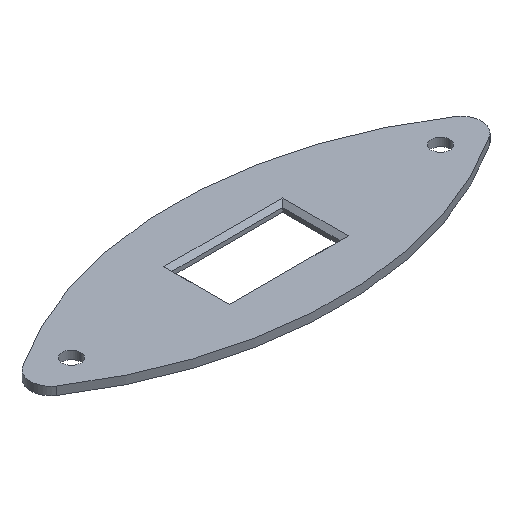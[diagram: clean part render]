
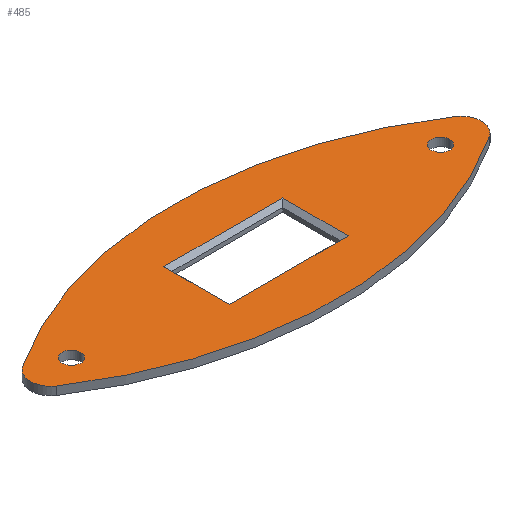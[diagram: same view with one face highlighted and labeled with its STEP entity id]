
A CAD part, isometric view. The second image highlights one B-rep face of the part: STEP entity #485.
In plain terms, the highlighted planar face has unit normal (0, 0, 1).
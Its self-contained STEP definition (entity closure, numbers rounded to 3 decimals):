
#147=CARTESIAN_POINT('',(0.,-75.833,2.));
#148=DIRECTION('',(0.,0.,1.));
#149=DIRECTION('',(0.55,0.835,0.));
#150=AXIS2_PLACEMENT_3D('',#147,#148,#149);
#152=CARTESIAN_POINT('',(50.,0.,2.));
#153=DIRECTION('',(0.,0.,1.));
#154=DIRECTION('',(0.55,-0.835,0.));
#155=AXIS2_PLACEMENT_3D('',#152,#153,#154);
#157=CARTESIAN_POINT('',(0.,75.833,2.));
#158=DIRECTION('',(0.,0.,1.));
#159=DIRECTION('',(-0.55,-0.835,0.));
#160=AXIS2_PLACEMENT_3D('',#157,#158,#159);
#162=CARTESIAN_POINT('',(-50.,0.,2.));
#163=DIRECTION('',(0.,0.,1.));
#164=DIRECTION('',(-0.55,0.835,0.));
#165=AXIS2_PLACEMENT_3D('',#162,#163,#164);
#167=CARTESIAN_POINT('',(45.,0.,2.));
#168=DIRECTION('',(0.,0.,-1.));
#169=DIRECTION('',(-1.,0.,0.));
#170=AXIS2_PLACEMENT_3D('',#167,#168,#169);
#172=CARTESIAN_POINT('',(45.,0.,2.));
#173=DIRECTION('',(0.,0.,-1.));
#174=DIRECTION('',(1.,0.,0.));
#175=AXIS2_PLACEMENT_3D('',#172,#173,#174);
#177=CARTESIAN_POINT('',(-45.,0.,2.));
#178=DIRECTION('',(0.,0.,1.));
#179=DIRECTION('',(1.,0.,0.));
#180=AXIS2_PLACEMENT_3D('',#177,#178,#179);
#182=CARTESIAN_POINT('',(-45.,0.,2.));
#183=DIRECTION('',(0.,0.,1.));
#184=DIRECTION('',(-1.,0.,0.));
#185=AXIS2_PLACEMENT_3D('',#182,#183,#184);
#187=DIRECTION('',(1.,0.,0.));
#188=VECTOR('',#187,29.);
#189=CARTESIAN_POINT('',(-14.5,8.,2.));
#190=LINE('',#189,#188);
#191=DIRECTION('',(0.,1.,0.));
#192=VECTOR('',#191,16.);
#193=CARTESIAN_POINT('',(-14.5,-8.,2.));
#194=LINE('',#193,#192);
#195=DIRECTION('',(-1.,0.,0.));
#196=VECTOR('',#195,29.);
#197=CARTESIAN_POINT('',(14.5,-8.,2.));
#198=LINE('',#197,#196);
#199=DIRECTION('',(0.,-1.,0.));
#200=VECTOR('',#199,16.);
#201=CARTESIAN_POINT('',(14.5,8.,2.));
#202=LINE('',#201,#200);
#275=CARTESIAN_POINT('',(52.752,4.174,2.));
#276=CARTESIAN_POINT('',(-52.752,4.174,2.));
#277=VERTEX_POINT('',#275);
#278=VERTEX_POINT('',#276);
#279=CARTESIAN_POINT('',(-52.752,-4.174,2.));
#280=VERTEX_POINT('',#279);
#281=CARTESIAN_POINT('',(52.752,-4.174,2.));
#282=VERTEX_POINT('',#281);
#287=CARTESIAN_POINT('',(42.75,0.,2.));
#288=CARTESIAN_POINT('',(47.25,0.,2.));
#289=VERTEX_POINT('',#287);
#290=VERTEX_POINT('',#288);
#295=CARTESIAN_POINT('',(-42.75,0.,2.));
#296=CARTESIAN_POINT('',(-47.25,0.,2.));
#297=VERTEX_POINT('',#295);
#298=VERTEX_POINT('',#296);
#311=CARTESIAN_POINT('',(-14.5,8.,2.));
#312=CARTESIAN_POINT('',(14.5,8.,2.));
#313=VERTEX_POINT('',#311);
#314=VERTEX_POINT('',#312);
#315=CARTESIAN_POINT('',(14.5,-8.,2.));
#316=VERTEX_POINT('',#315);
#319=CARTESIAN_POINT('',(-14.5,-8.,2.));
#320=VERTEX_POINT('',#319);
#452=CARTESIAN_POINT('',(0.,0.,2.));
#453=DIRECTION('',(0.,0.,1.));
#454=DIRECTION('',(1.,0.,0.));
#455=AXIS2_PLACEMENT_3D('',#452,#453,#454);
#456=PLANE('',#455);
#457=ORIENTED_EDGE('',*,*,#376,.F.);
#458=ORIENTED_EDGE('',*,*,#398,.F.);
#459=ORIENTED_EDGE('',*,*,#419,.F.);
#460=ORIENTED_EDGE('',*,*,#439,.F.);
#461=EDGE_LOOP('',(#457,#458,#459,#460));
#462=FACE_OUTER_BOUND('',#461,.F.);
#464=ORIENTED_EDGE('',*,*,#463,.F.);
#466=ORIENTED_EDGE('',*,*,#465,.F.);
#467=EDGE_LOOP('',(#464,#466));
#468=FACE_BOUND('',#467,.F.);
#470=ORIENTED_EDGE('',*,*,#469,.T.);
#472=ORIENTED_EDGE('',*,*,#471,.T.);
#473=EDGE_LOOP('',(#470,#472));
#474=FACE_BOUND('',#473,.F.);
#476=ORIENTED_EDGE('',*,*,#475,.F.);
#478=ORIENTED_EDGE('',*,*,#477,.F.);
#480=ORIENTED_EDGE('',*,*,#479,.F.);
#482=ORIENTED_EDGE('',*,*,#481,.F.);
#483=EDGE_LOOP('',(#476,#478,#480,#482));
#484=FACE_BOUND('',#483,.F.);
#485=ADVANCED_FACE('',(#462,#468,#474,#484),#456,.T.);
#151=CIRCLE('',#150,95.833);
#156=CIRCLE('',#155,5.);
#161=CIRCLE('',#160,95.833);
#166=CIRCLE('',#165,5.);
#171=CIRCLE('',#170,2.25);
#176=CIRCLE('',#175,2.25);
#181=CIRCLE('',#180,2.25);
#186=CIRCLE('',#185,2.25);
#376=EDGE_CURVE('',#277,#278,#151,.T.);
#398=EDGE_CURVE('',#282,#277,#156,.T.);
#419=EDGE_CURVE('',#280,#282,#161,.T.);
#439=EDGE_CURVE('',#278,#280,#166,.T.);
#463=EDGE_CURVE('',#289,#290,#171,.T.);
#465=EDGE_CURVE('',#290,#289,#176,.T.);
#469=EDGE_CURVE('',#297,#298,#181,.T.);
#471=EDGE_CURVE('',#298,#297,#186,.T.);
#475=EDGE_CURVE('',#313,#314,#190,.T.);
#477=EDGE_CURVE('',#320,#313,#194,.T.);
#479=EDGE_CURVE('',#316,#320,#198,.T.);
#481=EDGE_CURVE('',#314,#316,#202,.T.);
